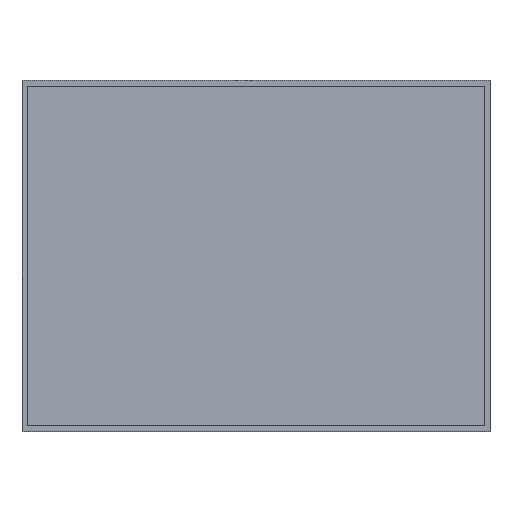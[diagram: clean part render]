
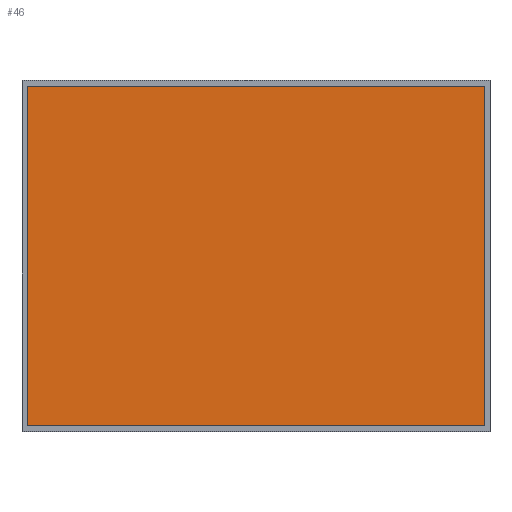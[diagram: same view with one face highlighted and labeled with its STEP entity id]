
A CAD part, top view. The second image highlights one B-rep face of the part: STEP entity #46.
In plain terms, the highlighted planar face has unit normal (0, 0, 1).
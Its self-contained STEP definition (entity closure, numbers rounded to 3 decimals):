
#46=ADVANCED_FACE('',(#67),#57,.T.);
#57=PLANE('',#227);
#67=FACE_OUTER_BOUND('',#79,.T.);
#79=EDGE_LOOP('',(#124,#125,#126,#127));
#124=ORIENTED_EDGE('',*,*,#160,.T.);
#125=ORIENTED_EDGE('',*,*,#163,.T.);
#126=ORIENTED_EDGE('',*,*,#165,.T.);
#127=ORIENTED_EDGE('',*,*,#167,.T.);
#140=VERTEX_POINT('',#312);
#141=VERTEX_POINT('',#313);
#142=VERTEX_POINT('',#318);
#143=VERTEX_POINT('',#322);
#160=EDGE_CURVE('',#140,#141,#184,.T.);
#163=EDGE_CURVE('',#141,#142,#187,.T.);
#165=EDGE_CURVE('',#142,#143,#189,.T.);
#167=EDGE_CURVE('',#143,#140,#191,.T.);
#184=LINE('',#311,#208);
#187=LINE('',#317,#211);
#189=LINE('',#321,#213);
#191=LINE('',#325,#215);
#208=VECTOR('',#258,1.);
#211=VECTOR('',#263,1.);
#213=VECTOR('',#267,1.);
#215=VECTOR('',#271,1.);
#227=AXIS2_PLACEMENT_3D('',#327,#274,#275);
#258=DIRECTION('',(-1.,0.,0.));
#263=DIRECTION('',(0.,-1.,0.));
#267=DIRECTION('',(1.,0.,0.));
#271=DIRECTION('',(0.,1.,0.));
#274=DIRECTION('',(0.,0.,1.));
#275=DIRECTION('',(1.,0.,0.));
#311=CARTESIAN_POINT('',(200.,145.,5.));
#312=CARTESIAN_POINT('',(195.,145.,5.));
#313=CARTESIAN_POINT('',(-195.,145.,5.));
#317=CARTESIAN_POINT('',(-195.,150.,5.));
#318=CARTESIAN_POINT('',(-195.,-145.,5.));
#321=CARTESIAN_POINT('',(-200.,-145.,5.));
#322=CARTESIAN_POINT('',(195.,-145.,5.));
#325=CARTESIAN_POINT('',(195.,-150.,5.));
#327=CARTESIAN_POINT('',(0.,0.,5.));
